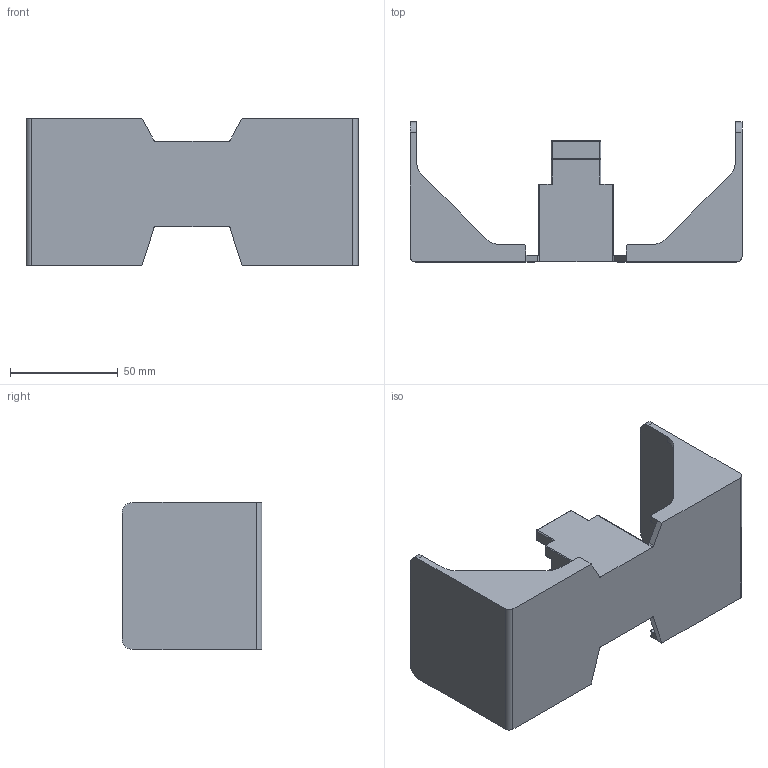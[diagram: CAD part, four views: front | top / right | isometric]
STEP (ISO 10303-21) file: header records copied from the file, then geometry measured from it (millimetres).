
FILE_DESCRIPTION (( 'STEP AP214' ), '1' );
FILE_NAME ('Machine-Housing.STEP', '2021-11-16T04:11:04', ( '' ), ( '' ), 'SwSTEP 2.0', 'SolidWorks 2020', '' );
FILE_SCHEMA (( 'AUTOMOTIVE_DESIGN' ));
Length unit declared in the file: millimetre
Products named in the file (1): Machine-Housing
Bounding box: 154.3 x 65 x 68.4 mm (x, y, z)
Volume: 85481.8 mm3; surface area: 55781.6 mm2
Topology: 1 solids, 1 shells, 157 faces, 399 edges, 242 vertices
Faces by surface type: plane 61, cylinder 60, cone 28, sphere 8
Entity records: 4685 total; most frequent: DIRECTION 853, CARTESIAN_POINT 801, ORIENTED_EDGE 782, EDGE_CURVE 391, AXIS2_PLACEMENT_3D 306, VERTEX_POINT 242, LINE 241, VECTOR 241
